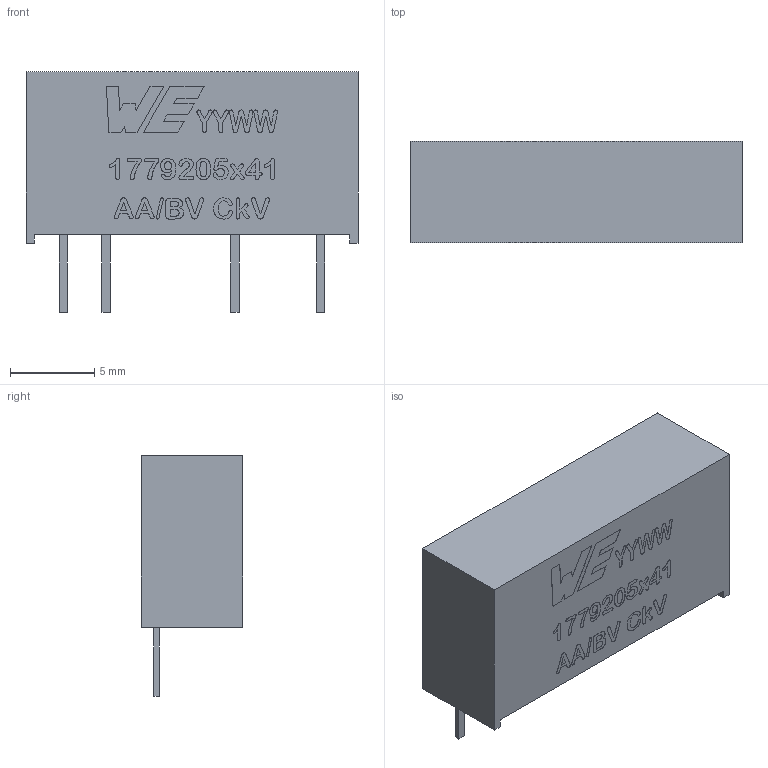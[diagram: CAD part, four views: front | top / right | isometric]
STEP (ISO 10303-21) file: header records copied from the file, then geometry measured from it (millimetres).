
FILE_DESCRIPTION(/* description */ ('Unknown'),/* implementation_level */ '2;1');
FILE_NAME(/* name */ '1779205141',/* time_stamp */ '2021-09-23T14:36:43+02:00',/* author */ ('Unknown'),/* organization */ ('Unknown'),/* preprocessor_version */ 'ST-DEVELOPER v16.7',/* originating_system */ 'Solid Edge',/* authorisation */ 'Unknown');
FILE_SCHEMA (('AUTOMOTIVE_DESIGN {1 0 10303 214 3 1 1}'));
Products named in the file (1): 1779205141
Bounding box: 19.65 x 6 x 14.26 mm (x, y, z)
Volume: 1144.5 mm3; surface area: 775.3 mm2
Topology: 1 solids, 1 shells, 2299 faces, 6786 edges, 4524 vertices
Faces by surface type: plane 2299
Entity records: 91138 total; most frequent: CARTESIAN_POINT 13610, ORIENTED_EDGE 13572, DIRECTION 11386, EDGE_CURVE 6786, LINE 6786, VECTOR 6786, VERTEX_POINT 4524, EDGE_LOOP 2334
